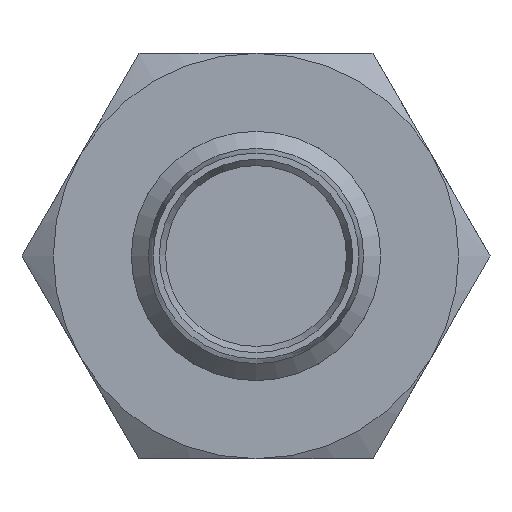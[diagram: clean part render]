
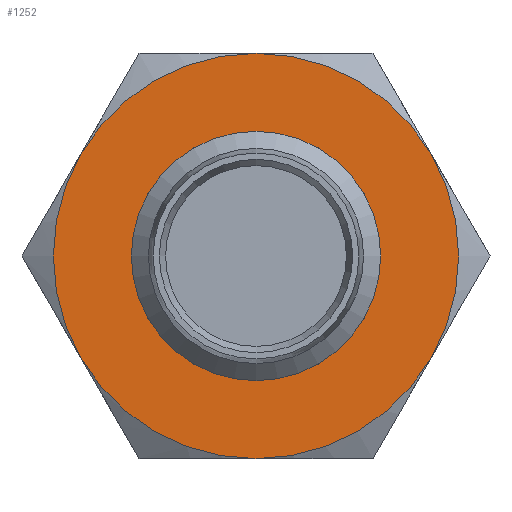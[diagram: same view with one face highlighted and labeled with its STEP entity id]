
A CAD part, left-side view. The second image highlights one B-rep face of the part: STEP entity #1252.
In plain terms, the highlighted planar face has unit normal (-1, 0, 0).
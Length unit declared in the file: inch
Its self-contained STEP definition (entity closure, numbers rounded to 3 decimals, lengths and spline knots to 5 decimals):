
#37 = CIRCLE ( 'NONE', #1519, 0.25591 ) ;
#59 = VERTEX_POINT ( 'NONE', #1700 ) ;
#114 = DIRECTION ( 'NONE',  ( 0., 0., -1. ) ) ;
#118 = DIRECTION ( 'NONE',  ( 1., 0., 0. ) ) ;
#144 = AXIS2_PLACEMENT_3D ( 'NONE', #1570, #439, #114 ) ;
#154 = DIRECTION ( 'NONE',  ( 0., 0., 1. ) ) ;
#162 = DIRECTION ( 'NONE',  ( 0., 0., -1. ) ) ;
#291 = PLANE ( 'NONE',  #605 ) ;
#315 = CIRCLE ( 'NONE', #387, 0.15748 ) ;
#319 = ORIENTED_EDGE ( 'NONE', *, *, #1432, .F. ) ;
#322 = DIRECTION ( 'NONE',  ( 0., 0., -1. ) ) ;
#331 = CARTESIAN_POINT ( 'NONE',  ( 0.90551, 0., 0. ) ) ;
#387 = AXIS2_PLACEMENT_3D ( 'NONE', #1155, #833, #154 ) ;
#399 = VERTEX_POINT ( 'NONE', #586 ) ;
#427 = CIRCLE ( 'NONE', #144, 0.25591 ) ;
#439 = DIRECTION ( 'NONE',  ( 1., 0., 0. ) ) ;
#456 = EDGE_CURVE ( 'NONE', #399, #722, #427, .T. ) ;
#479 = DIRECTION ( 'NONE',  ( 1., 0., 0. ) ) ;
#547 = CIRCLE ( 'NONE', #1843, 0.25591 ) ;
#577 = ORIENTED_EDGE ( 'NONE', *, *, #893, .F. ) ;
#579 = ORIENTED_EDGE ( 'NONE', *, *, #942, .F. ) ;
#581 = ORIENTED_EDGE ( 'NONE', *, *, #456, .F. ) ;
#583 = EDGE_CURVE ( 'NONE', #59, #59, #315, .T. ) ;
#586 = CARTESIAN_POINT ( 'NONE',  ( 0.90551, 0.22162, 0.12795 ) ) ;
#605 = AXIS2_PLACEMENT_3D ( 'NONE', #801, #118, #627 ) ;
#610 = ORIENTED_EDGE ( 'NONE', *, *, #583, .T. ) ;
#627 = DIRECTION ( 'NONE',  ( 0., 0., -1. ) ) ;
#722 = VERTEX_POINT ( 'NONE', #1005 ) ;
#736 = VERTEX_POINT ( 'NONE', #1691 ) ;
#756 = AXIS2_PLACEMENT_3D ( 'NONE', #1289, #479, #322 ) ;
#801 = CARTESIAN_POINT ( 'NONE',  ( 0.90551, 0., 0. ) ) ;
#802 = ORIENTED_EDGE ( 'NONE', *, *, #1320, .F. ) ;
#816 = ORIENTED_EDGE ( 'NONE', *, *, #940, .F. ) ;
#829 = CARTESIAN_POINT ( 'NONE',  ( 0.90551, 0., -0.25591 ) ) ;
#833 = DIRECTION ( 'NONE',  ( 1., 0., 0. ) ) ;
#893 = EDGE_CURVE ( 'NONE', #2030, #899, #547, .T. ) ;
#899 = VERTEX_POINT ( 'NONE', #1605 ) ;
#908 = EDGE_LOOP ( 'NONE', ( #577, #579, #802, #816, #581, #319 ) ) ;
#940 = EDGE_CURVE ( 'NONE', #722, #1955, #1636, .T. ) ;
#942 = EDGE_CURVE ( 'NONE', #736, #2030, #1024, .T. ) ;
#946 = FACE_BOUND ( 'NONE', #1184, .T. ) ;
#964 = DIRECTION ( 'NONE',  ( 1., 0., 0. ) ) ;
#989 = DIRECTION ( 'NONE',  ( 0., 0., -1. ) ) ;
#1005 = CARTESIAN_POINT ( 'NONE',  ( 0.90551, 0., 0.25591 ) ) ;
#1024 = CIRCLE ( 'NONE', #1294, 0.25591 ) ;
#1117 = CARTESIAN_POINT ( 'NONE',  ( 0.90551, 0., 0. ) ) ;
#1129 = CARTESIAN_POINT ( 'NONE',  ( 0.90551, 0., 0. ) ) ;
#1155 = CARTESIAN_POINT ( 'NONE',  ( 0.90551, 0., 0. ) ) ;
#1184 = EDGE_LOOP ( 'NONE', ( #610 ) ) ;
#1252 = ADVANCED_FACE ( 'NONE', ( #946, #1594 ), #291, .F. ) ;
#1289 = CARTESIAN_POINT ( 'NONE',  ( 0.90551, 0., 0. ) ) ;
#1294 = AXIS2_PLACEMENT_3D ( 'NONE', #1129, #1632, #162 ) ;
#1320 = EDGE_CURVE ( 'NONE', #1955, #736, #1619, .T. ) ;
#1413 = AXIS2_PLACEMENT_3D ( 'NONE', #1117, #964, #1610 ) ;
#1428 = CARTESIAN_POINT ( 'NONE',  ( 0.90551, -0.22162, 0.12795 ) ) ;
#1432 = EDGE_CURVE ( 'NONE', #899, #399, #37, .T. ) ;
#1472 = DIRECTION ( 'NONE',  ( 1., 0., 0. ) ) ;
#1489 = DIRECTION ( 'NONE',  ( 1., 0., 0. ) ) ;
#1519 = AXIS2_PLACEMENT_3D ( 'NONE', #1977, #1489, #989 ) ;
#1570 = CARTESIAN_POINT ( 'NONE',  ( 0.90551, 0., 0. ) ) ;
#1594 = FACE_OUTER_BOUND ( 'NONE', #908, .T. ) ;
#1605 = CARTESIAN_POINT ( 'NONE',  ( 0.90551, 0.22162, -0.12795 ) ) ;
#1610 = DIRECTION ( 'NONE',  ( 0., 0., -1. ) ) ;
#1619 = CIRCLE ( 'NONE', #1413, 0.25591 ) ;
#1632 = DIRECTION ( 'NONE',  ( 1., 0., 0. ) ) ;
#1636 = CIRCLE ( 'NONE', #756, 0.25591 ) ;
#1691 = CARTESIAN_POINT ( 'NONE',  ( 0.90551, -0.22162, -0.12795 ) ) ;
#1700 = CARTESIAN_POINT ( 'NONE',  ( 0.90551, 0., 0.15748 ) ) ;
#1843 = AXIS2_PLACEMENT_3D ( 'NONE', #331, #1472, #1943 ) ;
#1943 = DIRECTION ( 'NONE',  ( 0., 0., -1. ) ) ;
#1955 = VERTEX_POINT ( 'NONE', #1428 ) ;
#1977 = CARTESIAN_POINT ( 'NONE',  ( 0.90551, 0., 0. ) ) ;
#2030 = VERTEX_POINT ( 'NONE', #829 ) ;
